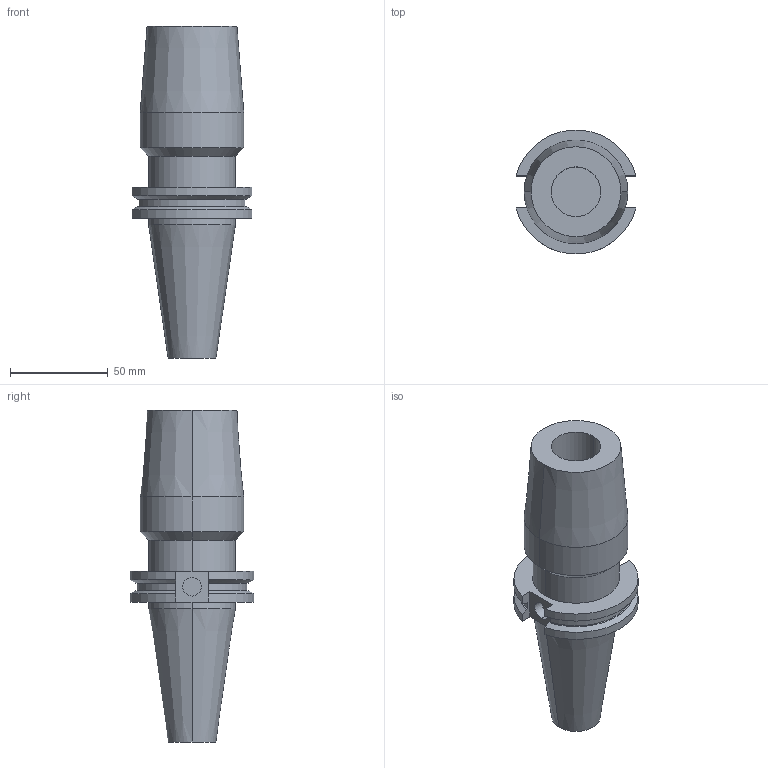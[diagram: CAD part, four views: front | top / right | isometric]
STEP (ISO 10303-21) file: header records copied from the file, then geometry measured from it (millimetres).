
FILE_DESCRIPTION (( 'STEP AP203' ), '1' );
FILE_NAME ('STP-29042-AD+B.STEP', '2019-03-05T07:37:00', ( 'user' ), ( '' ), 'SwSTEP 2.0', 'SolidWorks 2017', '' );
FILE_SCHEMA (( 'CONFIG_CONTROL_DESIGN' ));
Length unit declared in the file: millimetre
Products named in the file (1): STP-29042-AD+B
Bounding box: 61.35 x 63.26 x 169.85 mm (x, y, z)
Volume: 233648.4 mm3; surface area: 36817.6 mm2
Topology: 1 solids, 1 shells, 55 faces, 128 edges, 81 vertices
Faces by surface type: cylinder 24, plane 19, cone 12
Entity records: 1649 total; most frequent: CARTESIAN_POINT 287, DIRECTION 286, ORIENTED_EDGE 252, EDGE_CURVE 126, AXIS2_PLACEMENT_3D 112, VERTEX_POINT 81, EDGE_LOOP 63, LINE 62
